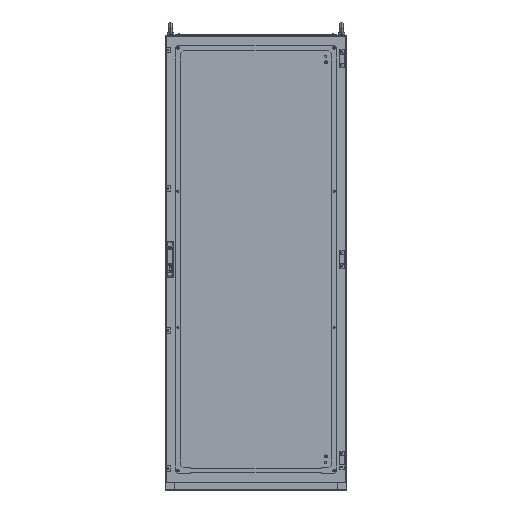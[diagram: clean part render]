
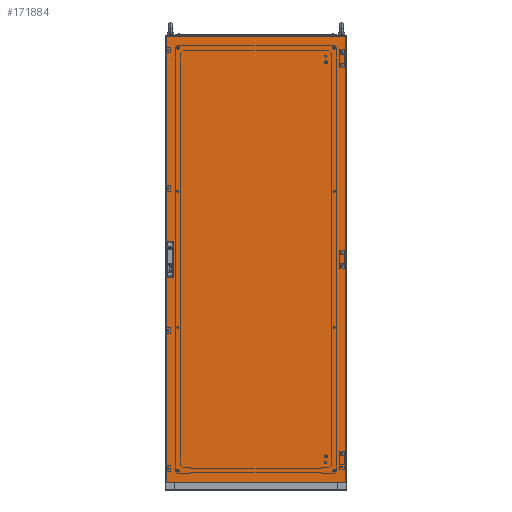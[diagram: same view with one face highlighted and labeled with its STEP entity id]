
A CAD part, top view. The second image highlights one B-rep face of the part: STEP entity #171884.
In plain terms, the highlighted planar face has unit normal (0, 0, 1).
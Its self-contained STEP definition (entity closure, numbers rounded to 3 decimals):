
#1473 = CARTESIAN_POINT ( 'NONE',  ( -397., -970., 0. ) ) ;
#5034 = CARTESIAN_POINT ( 'NONE',  ( -365.7, -61.5, 0. ) ) ;
#5571 = DIRECTION ( 'NONE',  ( 0., -1., 0. ) ) ;
#6668 = CARTESIAN_POINT ( 'NONE',  ( -365.7, 88.5, 0. ) ) ;
#9094 = EDGE_CURVE ( 'NONE', #141912, #99039, #32494, .T. ) ;
#17557 = VECTOR ( 'NONE', #173851, 1000. ) ;
#18207 = DIRECTION ( 'NONE',  ( 0., -1., 0. ) ) ;
#19656 = CARTESIAN_POINT ( 'NONE',  ( -365.7, 38.5, 0. ) ) ;
#26965 = DIRECTION ( 'NONE',  ( 0., -1., 0. ) ) ;
#27965 = CARTESIAN_POINT ( 'NONE',  ( -390.7, 38.5, 0. ) ) ;
#29108 = CARTESIAN_POINT ( 'NONE',  ( -397., 997., 0. ) ) ;
#29662 = DIRECTION ( 'NONE',  ( -1., 0., 0. ) ) ;
#31063 = DIRECTION ( 'NONE',  ( 1., 0., 0. ) ) ;
#32083 = FACE_OUTER_BOUND ( 'NONE', #181585, .T. ) ;
#32494 = LINE ( 'NONE', #157067, #108193 ) ;
#32673 = CARTESIAN_POINT ( 'NONE',  ( -365.7, 38.5, 0. ) ) ;
#34072 = PLANE ( 'NONE',  #122257 ) ;
#34193 = ORIENTED_EDGE ( 'NONE', *, *, #187840, .F. ) ;
#34755 = EDGE_CURVE ( 'NONE', #181490, #197763, #196705, .T. ) ;
#36029 = EDGE_CURVE ( 'NONE', #170045, #136483, #136259, .T. ) ;
#40614 = CARTESIAN_POINT ( 'NONE',  ( -365.7, -61.5, 0. ) ) ;
#41149 = EDGE_CURVE ( 'NONE', #180299, #141912, #109133, .T. ) ;
#47608 = DIRECTION ( 'NONE',  ( 0., 1., 0. ) ) ;
#50596 = VECTOR ( 'NONE', #26965, 1000. ) ;
#50725 = VECTOR ( 'NONE', #77876, 1000. ) ;
#52278 = VECTOR ( 'NONE', #75911, 1000. ) ;
#53099 = EDGE_LOOP ( 'NONE', ( #152320, #53555, #34193, #138307 ) ) ;
#53555 = ORIENTED_EDGE ( 'NONE', *, *, #34755, .F. ) ;
#59042 = CARTESIAN_POINT ( 'NONE',  ( -365.7, -11.5, 0. ) ) ;
#61004 = DIRECTION ( 'NONE',  ( -1., 0., 0. ) ) ;
#61210 = DIRECTION ( 'NONE',  ( 0., 0., 1. ) ) ;
#65986 = LINE ( 'NONE', #6668, #112697 ) ;
#68377 = LINE ( 'NONE', #130700, #190607 ) ;
#75911 = DIRECTION ( 'NONE',  ( 0., 1., 0. ) ) ;
#77876 = DIRECTION ( 'NONE',  ( 1., 0., 0. ) ) ;
#78537 = LINE ( 'NONE', #138855, #136730 ) ;
#79312 = FACE_BOUND ( 'NONE', #81202, .T. ) ;
#81202 = EDGE_LOOP ( 'NONE', ( #83462, #84908, #91422, #140162 ) ) ;
#81666 = CARTESIAN_POINT ( 'NONE',  ( -390.7, -11.5, 0. ) ) ;
#81845 = CARTESIAN_POINT ( 'NONE',  ( -390.7, -61.5, 0. ) ) ;
#83462 = ORIENTED_EDGE ( 'NONE', *, *, #177282, .F. ) ;
#84144 = CARTESIAN_POINT ( 'NONE',  ( -365.7, -11.5, 0. ) ) ;
#84637 = VERTEX_POINT ( 'NONE', #29108 ) ;
#84908 = ORIENTED_EDGE ( 'NONE', *, *, #141559, .F. ) ;
#89704 = EDGE_CURVE ( 'NONE', #197763, #173825, #78537, .T. ) ;
#91422 = ORIENTED_EDGE ( 'NONE', *, *, #36029, .F. ) ;
#95108 = LINE ( 'NONE', #143284, #156179 ) ;
#97232 = DIRECTION ( 'NONE',  ( -1., 0., 0. ) ) ;
#99039 = VERTEX_POINT ( 'NONE', #110991 ) ;
#101702 = ORIENTED_EDGE ( 'NONE', *, *, #167735, .T. ) ;
#104027 = ORIENTED_EDGE ( 'NONE', *, *, #41149, .T. ) ;
#104584 = VERTEX_POINT ( 'NONE', #184499 ) ;
#108193 = VECTOR ( 'NONE', #47608, 1000. ) ;
#109133 = LINE ( 'NONE', #1473, #50725 ) ;
#109670 = LINE ( 'NONE', #5034, #17557 ) ;
#110991 = CARTESIAN_POINT ( 'NONE',  ( 397., 997., 0. ) ) ;
#111708 = EDGE_CURVE ( 'NONE', #118620, #170045, #68377, .T. ) ;
#112697 = VECTOR ( 'NONE', #97232, 1000. ) ;
#113061 = CARTESIAN_POINT ( 'NONE',  ( 397., -970., 0. ) ) ;
#114402 = EDGE_CURVE ( 'NONE', #84637, #180299, #95108, .T. ) ;
#118620 = VERTEX_POINT ( 'NONE', #157958 ) ;
#122257 = AXIS2_PLACEMENT_3D ( 'NONE', #142598, #61210, #31063 ) ;
#129712 = DIRECTION ( 'NONE',  ( 1., 0., 0. ) ) ;
#130700 = CARTESIAN_POINT ( 'NONE',  ( -365.7, 38.5, 0. ) ) ;
#132183 = ORIENTED_EDGE ( 'NONE', *, *, #114402, .T. ) ;
#136259 = LINE ( 'NONE', #32673, #52278 ) ;
#136483 = VERTEX_POINT ( 'NONE', #183025 ) ;
#136730 = VECTOR ( 'NONE', #18207, 1000. ) ;
#137278 = VECTOR ( 'NONE', #29662, 1000. ) ;
#137452 = VECTOR ( 'NONE', #150087, 1000. ) ;
#138307 = ORIENTED_EDGE ( 'NONE', *, *, #198208, .F. ) ;
#138855 = CARTESIAN_POINT ( 'NONE',  ( -390.7, -61.5, 0. ) ) ;
#140162 = ORIENTED_EDGE ( 'NONE', *, *, #111708, .F. ) ;
#141559 = EDGE_CURVE ( 'NONE', #136483, #104584, #65986, .T. ) ;
#141912 = VERTEX_POINT ( 'NONE', #113061 ) ;
#142598 = CARTESIAN_POINT ( 'NONE',  ( 0., 0., 0. ) ) ;
#143284 = CARTESIAN_POINT ( 'NONE',  ( -397., 997., 0. ) ) ;
#148657 = LINE ( 'NONE', #27965, #50596 ) ;
#150087 = DIRECTION ( 'NONE',  ( 0., 1., 0. ) ) ;
#152320 = ORIENTED_EDGE ( 'NONE', *, *, #89704, .F. ) ;
#156179 = VECTOR ( 'NONE', #5571, 1000. ) ;
#157067 = CARTESIAN_POINT ( 'NONE',  ( 397., 997., 0. ) ) ;
#157958 = CARTESIAN_POINT ( 'NONE',  ( -390.7, 38.5, 0. ) ) ;
#161796 = VERTEX_POINT ( 'NONE', #173633 ) ;
#166868 = CARTESIAN_POINT ( 'NONE',  ( -397., -970., 0. ) ) ;
#167314 = CARTESIAN_POINT ( 'NONE',  ( -397., 997., 0. ) ) ;
#167735 = EDGE_CURVE ( 'NONE', #99039, #84637, #184386, .T. ) ;
#170045 = VERTEX_POINT ( 'NONE', #19656 ) ;
#171748 = FACE_BOUND ( 'NONE', #53099, .T. ) ;
#171884 = ADVANCED_FACE ( 'NONE', ( #79312, #171748, #32083 ), #34072, .T. ) ;
#173633 = CARTESIAN_POINT ( 'NONE',  ( -365.7, -61.5, 0. ) ) ;
#173825 = VERTEX_POINT ( 'NONE', #81845 ) ;
#173851 = DIRECTION ( 'NONE',  ( 1., 0., 0. ) ) ;
#177252 = LINE ( 'NONE', #40614, #137452 ) ;
#177282 = EDGE_CURVE ( 'NONE', #104584, #118620, #148657, .T. ) ;
#179351 = ORIENTED_EDGE ( 'NONE', *, *, #9094, .T. ) ;
#180299 = VERTEX_POINT ( 'NONE', #166868 ) ;
#181490 = VERTEX_POINT ( 'NONE', #84144 ) ;
#181585 = EDGE_LOOP ( 'NONE', ( #132183, #104027, #179351, #101702 ) ) ;
#183025 = CARTESIAN_POINT ( 'NONE',  ( -365.7, 88.5, 0. ) ) ;
#184386 = LINE ( 'NONE', #167314, #137278 ) ;
#184499 = CARTESIAN_POINT ( 'NONE',  ( -390.7, 88.5, 0. ) ) ;
#187840 = EDGE_CURVE ( 'NONE', #161796, #181490, #177252, .T. ) ;
#189663 = VECTOR ( 'NONE', #61004, 1000. ) ;
#190607 = VECTOR ( 'NONE', #129712, 1000. ) ;
#196705 = LINE ( 'NONE', #59042, #189663 ) ;
#197763 = VERTEX_POINT ( 'NONE', #81666 ) ;
#198208 = EDGE_CURVE ( 'NONE', #173825, #161796, #109670, .T. ) ;
